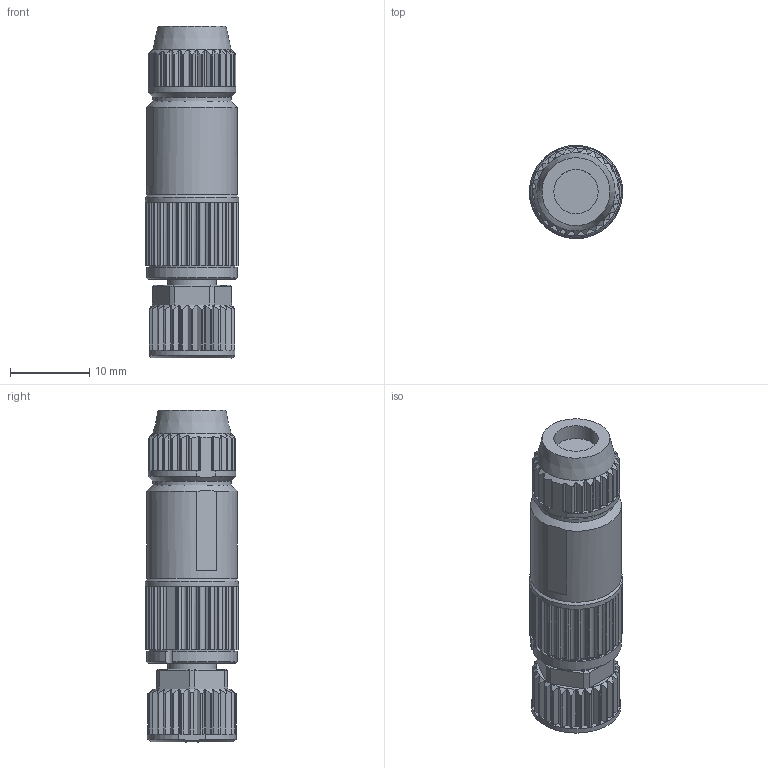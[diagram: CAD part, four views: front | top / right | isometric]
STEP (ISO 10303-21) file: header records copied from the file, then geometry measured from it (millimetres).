
FILE_DESCRIPTION(/* description */ (''),/* implementation_level */ '2;1');
FILE_NAME(/* name */ 'ipf_z3d_VK003S74.stp',/* time_stamp */ '2019-06-26T09:30:49+02:00',/* author */ ('g.aydin'),/* organization */ (''),/* preprocessor_version */ 'ST-DEVELOPER v15.2',/* originating_system */ 'Autodesk Inventor 2014',/* authorisation */ '');
FILE_SCHEMA (('AUTOMOTIVE_DESIGN { 1 0 10303 214 3 1 1 }'));
Length unit declared in the file: millimetre
Products named in the file (1): ipf_z3d_VK003S74
Bounding box: 11.78 x 11.78 x 42 mm (x, y, z)
Volume: 3659.9 mm3; surface area: 2435.3 mm2
Topology: 1 solids, 1 shells, 499 faces, 1341 edges, 856 vertices
Faces by surface type: plane 292, cylinder 186, cone 19, torus 2
Full cylindrical faces by diameter (mm): 1.1 x3, 5.6 x1, 6.1 x1, 6.6 x2, 6.95 x1, 7.01 x1, 8.4 x1, 9.9 x1, 11.5 x1, 11.78 x1
Entity records: 17100 total; most frequent: CARTESIAN_POINT 4397, ORIENTED_EDGE 2612, DIRECTION 2545, EDGE_CURVE 1306, AXIS2_PLACEMENT_3D 970, VERTEX_POINT 848, LINE 605, VECTOR 605
